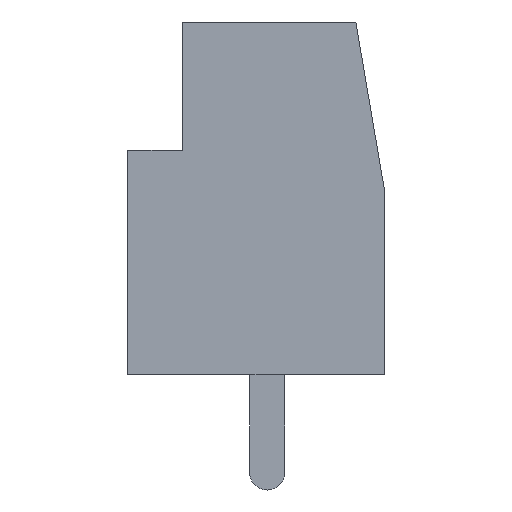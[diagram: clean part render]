
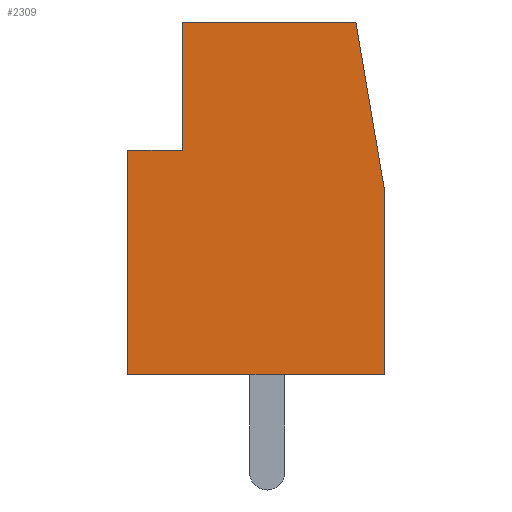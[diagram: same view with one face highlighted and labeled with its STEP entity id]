
A CAD part, left-side view. The second image highlights one B-rep face of the part: STEP entity #2309.
In plain terms, the highlighted planar face has unit normal (-1, 0, 0).
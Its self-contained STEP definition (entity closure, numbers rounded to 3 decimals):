
#174=DIRECTION('',(0.,0.,-1.));
#175=VECTOR('',#174,7.);
#176=CARTESIAN_POINT('',(-5.25,4.,7.));
#177=LINE('',#176,#175);
#363=DIRECTION('',(0.,-1.,0.));
#364=VECTOR('',#363,8.);
#365=CARTESIAN_POINT('',(-5.25,4.,0.));
#366=LINE('',#365,#364);
#475=DIRECTION('',(0.,0.,1.));
#476=VECTOR('',#475,4.);
#477=CARTESIAN_POINT('',(-5.25,2.3,7.));
#478=LINE('',#477,#476);
#482=DIRECTION('',(0.,-1.,0.));
#483=VECTOR('',#482,5.415);
#484=CARTESIAN_POINT('',(-5.25,2.3,11.));
#485=LINE('',#484,#483);
#489=DIRECTION('',(0.,-0.168,-0.986));
#490=VECTOR('',#489,5.275);
#491=CARTESIAN_POINT('',(-5.25,-3.115,11.));
#492=LINE('',#491,#490);
#496=DIRECTION('',(0.,0.,-1.));
#497=VECTOR('',#496,5.8);
#498=CARTESIAN_POINT('',(-5.25,-4.,5.8));
#499=LINE('',#498,#497);
#1129=DIRECTION('',(0.,1.,0.));
#1130=VECTOR('',#1129,1.7);
#1131=CARTESIAN_POINT('',(-5.25,2.3,7.));
#1132=LINE('',#1131,#1130);
#1749=CARTESIAN_POINT('',(-5.25,4.,7.));
#1750=VERTEX_POINT('',#1749);
#1751=CARTESIAN_POINT('',(-5.25,4.,0.));
#1752=VERTEX_POINT('',#1751);
#1775=CARTESIAN_POINT('',(-5.25,-4.,5.8));
#1776=VERTEX_POINT('',#1775);
#1777=CARTESIAN_POINT('',(-5.25,-3.115,11.));
#1778=VERTEX_POINT('',#1777);
#1779=CARTESIAN_POINT('',(-5.25,-4.,0.));
#1780=VERTEX_POINT('',#1779);
#1889=CARTESIAN_POINT('',(-5.25,2.3,7.));
#1890=CARTESIAN_POINT('',(-5.25,2.3,11.));
#1891=VERTEX_POINT('',#1889);
#1892=VERTEX_POINT('',#1890);
#2292=CARTESIAN_POINT('',(-5.25,2.67,5.8));
#2293=DIRECTION('',(1.,0.,0.));
#2294=DIRECTION('',(0.,1.,0.));
#2295=AXIS2_PLACEMENT_3D('',#2292,#2293,#2294);
#2296=PLANE('',#2295);
#2298=ORIENTED_EDGE('',*,*,#2297,.T.);
#2300=ORIENTED_EDGE('',*,*,#2299,.T.);
#2301=ORIENTED_EDGE('',*,*,#2113,.T.);
#2302=ORIENTED_EDGE('',*,*,#2128,.T.);
#2303=ORIENTED_EDGE('',*,*,#2174,.F.);
#2304=ORIENTED_EDGE('',*,*,#2062,.F.);
#2306=ORIENTED_EDGE('',*,*,#2305,.F.);
#2307=EDGE_LOOP('',(#2298,#2300,#2301,#2302,#2303,#2304,#2306));
#2308=FACE_OUTER_BOUND('',#2307,.F.);
#2062=EDGE_CURVE('',#1750,#1752,#177,.T.);
#2113=EDGE_CURVE('',#1778,#1776,#492,.T.);
#2128=EDGE_CURVE('',#1776,#1780,#499,.T.);
#2174=EDGE_CURVE('',#1752,#1780,#366,.T.);
#2297=EDGE_CURVE('',#1891,#1892,#478,.T.);
#2299=EDGE_CURVE('',#1892,#1778,#485,.T.);
#2305=EDGE_CURVE('',#1891,#1750,#1132,.T.);
#2309=ADVANCED_FACE('',(#2308),#2296,.F.);
